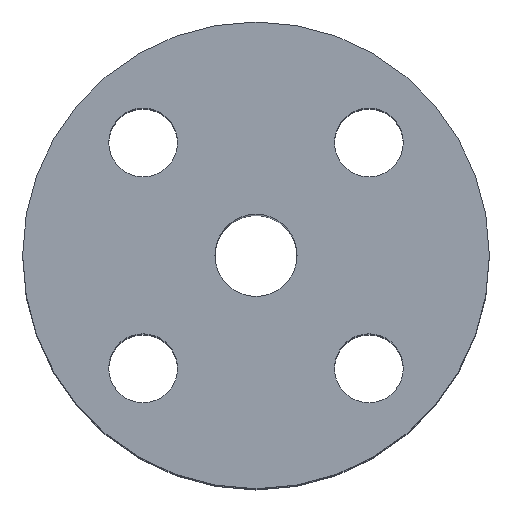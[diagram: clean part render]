
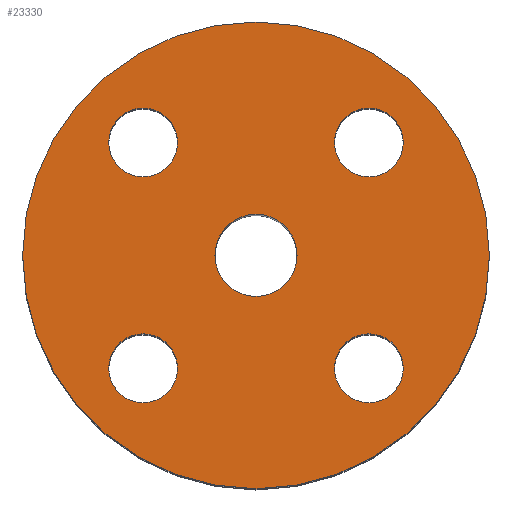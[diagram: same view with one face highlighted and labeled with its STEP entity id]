
A CAD part, top view. The second image highlights one B-rep face of the part: STEP entity #23330.
In plain terms, the highlighted planar face has unit normal (0, 0, 1).
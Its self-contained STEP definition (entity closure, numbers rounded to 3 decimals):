
#228 = FACE_BOUND ( 'NONE', #18171, .T. ) ;
#726 = VERTEX_POINT ( 'NONE', #20988 ) ;
#871 = VERTEX_POINT ( 'NONE', #8166 ) ;
#962 = CIRCLE ( 'NONE', #17237, 7. ) ;
#1054 = ORIENTED_EDGE ( 'NONE', *, *, #6506, .T. ) ;
#1325 = CIRCLE ( 'NONE', #5992, 8.35 ) ;
#1650 = DIRECTION ( 'NONE',  ( -1., 0., 0. ) ) ;
#1883 = EDGE_CURVE ( 'NONE', #7221, #9534, #16464, .T. ) ;
#1968 = ORIENTED_EDGE ( 'NONE', *, *, #1883, .F. ) ;
#1988 = CARTESIAN_POINT ( 'NONE',  ( 0., 8.35, 0. ) ) ;
#1999 = DIRECTION ( 'NONE',  ( 0., 0., 1. ) ) ;
#2843 = EDGE_CURVE ( 'NONE', #726, #28287, #21128, .T. ) ;
#3612 = EDGE_LOOP ( 'NONE', ( #12418, #14741 ) ) ;
#3743 = CIRCLE ( 'NONE', #19548, 7. ) ;
#3792 = DIRECTION ( 'NONE',  ( 1., 0., 0. ) ) ;
#4184 = PLANE ( 'NONE',  #15836 ) ;
#4447 = DIRECTION ( 'NONE',  ( 1., 0., 0. ) ) ;
#4605 = EDGE_CURVE ( 'NONE', #871, #19172, #25431, .T. ) ;
#4964 = AXIS2_PLACEMENT_3D ( 'NONE', #12703, #21181, #1650 ) ;
#5444 = DIRECTION ( 'NONE',  ( 1., 0., 0. ) ) ;
#5561 = CARTESIAN_POINT ( 'NONE',  ( 8.35, 0., 0. ) ) ;
#5582 = DIRECTION ( 'NONE',  ( 0., 0., 1. ) ) ;
#5978 = CARTESIAN_POINT ( 'NONE',  ( 22.981, 22.981, 0. ) ) ;
#5992 = AXIS2_PLACEMENT_3D ( 'NONE', #11838, #25117, #27580 ) ;
#6433 = DIRECTION ( 'NONE',  ( 1., 0., 0. ) ) ;
#6506 = EDGE_CURVE ( 'NONE', #28142, #13149, #10558, .T. ) ;
#6802 = FACE_OUTER_BOUND ( 'NONE', #24667, .T. ) ;
#7221 = VERTEX_POINT ( 'NONE', #25113 ) ;
#7463 = EDGE_CURVE ( 'NONE', #9534, #7221, #14725, .T. ) ;
#7837 = ORIENTED_EDGE ( 'NONE', *, *, #13295, .F. ) ;
#8033 = VERTEX_POINT ( 'NONE', #12230 ) ;
#8166 = CARTESIAN_POINT ( 'NONE',  ( 15.981, -22.981, 0. ) ) ;
#8172 = CARTESIAN_POINT ( 'NONE',  ( -15.981, 22.981, 0. ) ) ;
#8248 = VERTEX_POINT ( 'NONE', #8306 ) ;
#8306 = CARTESIAN_POINT ( 'NONE',  ( 29.981, 22.981, 0. ) ) ;
#8329 = CARTESIAN_POINT ( 'NONE',  ( 0., 0., 0. ) ) ;
#8368 = CIRCLE ( 'NONE', #24648, 7. ) ;
#8864 = ORIENTED_EDGE ( 'NONE', *, *, #2843, .F. ) ;
#9149 = CARTESIAN_POINT ( 'NONE',  ( 29.981, -22.981, 0. ) ) ;
#9222 = DIRECTION ( 'NONE',  ( 0., -1., 0. ) ) ;
#9534 = VERTEX_POINT ( 'NONE', #22402 ) ;
#9539 = ORIENTED_EDGE ( 'NONE', *, *, #25406, .F. ) ;
#9671 = VERTEX_POINT ( 'NONE', #27903 ) ;
#10034 = ORIENTED_EDGE ( 'NONE', *, *, #7463, .F. ) ;
#10558 = CIRCLE ( 'NONE', #11961, 47.5 ) ;
#10732 = DIRECTION ( 'NONE',  ( -1., 0., 0. ) ) ;
#10822 = VERTEX_POINT ( 'NONE', #8172 ) ;
#11292 = CARTESIAN_POINT ( 'NONE',  ( -22.981, 22.981, 0. ) ) ;
#11838 = CARTESIAN_POINT ( 'NONE',  ( 0., 0., 0. ) ) ;
#11961 = AXIS2_PLACEMENT_3D ( 'NONE', #25393, #27712, #5444 ) ;
#12230 = CARTESIAN_POINT ( 'NONE',  ( -29.981, 22.981, 0. ) ) ;
#12418 = ORIENTED_EDGE ( 'NONE', *, *, #26218, .F. ) ;
#12689 = CARTESIAN_POINT ( 'NONE',  ( -22.981, 22.981, 0. ) ) ;
#12703 = CARTESIAN_POINT ( 'NONE',  ( -22.981, -22.981, 0. ) ) ;
#13051 = AXIS2_PLACEMENT_3D ( 'NONE', #12689, #23781, #19398 ) ;
#13149 = VERTEX_POINT ( 'NONE', #28617 ) ;
#13295 = EDGE_CURVE ( 'NONE', #28287, #726, #1325, .T. ) ;
#13328 = DIRECTION ( 'NONE',  ( -1., 0., 0. ) ) ;
#13755 = EDGE_LOOP ( 'NONE', ( #16441, #21768 ) ) ;
#13796 = AXIS2_PLACEMENT_3D ( 'NONE', #27288, #17982, #26868 ) ;
#14725 = CIRCLE ( 'NONE', #4964, 7. ) ;
#14741 = ORIENTED_EDGE ( 'NONE', *, *, #24068, .F. ) ;
#14838 = DIRECTION ( 'NONE',  ( 0., 0., 1. ) ) ;
#15479 = DIRECTION ( 'NONE',  ( 0., 0., 1. ) ) ;
#15722 = DIRECTION ( 'NONE',  ( 0., 0., 1. ) ) ;
#15836 = AXIS2_PLACEMENT_3D ( 'NONE', #1988, #22236, #13328 ) ;
#16441 = ORIENTED_EDGE ( 'NONE', *, *, #27174, .F. ) ;
#16464 = CIRCLE ( 'NONE', #23923, 7. ) ;
#17237 = AXIS2_PLACEMENT_3D ( 'NONE', #5978, #14838, #3792 ) ;
#17385 = EDGE_CURVE ( 'NONE', #13149, #28142, #24595, .T. ) ;
#17418 = FACE_BOUND ( 'NONE', #13755, .T. ) ;
#17571 = CARTESIAN_POINT ( 'NONE',  ( -22.981, -22.981, 0. ) ) ;
#17669 = CIRCLE ( 'NONE', #21414, 7. ) ;
#17982 = DIRECTION ( 'NONE',  ( 0., 0., 1. ) ) ;
#18171 = EDGE_LOOP ( 'NONE', ( #9539, #28731 ) ) ;
#19172 = VERTEX_POINT ( 'NONE', #9149 ) ;
#19398 = DIRECTION ( 'NONE',  ( 0., 1., 0. ) ) ;
#19548 = AXIS2_PLACEMENT_3D ( 'NONE', #11292, #22807, #22388 ) ;
#19606 = EDGE_LOOP ( 'NONE', ( #10034, #1968 ) ) ;
#19678 = EDGE_LOOP ( 'NONE', ( #7837, #8864 ) ) ;
#20866 = AXIS2_PLACEMENT_3D ( 'NONE', #8329, #15722, #6433 ) ;
#20988 = CARTESIAN_POINT ( 'NONE',  ( -8.35, 0., 0. ) ) ;
#21128 = CIRCLE ( 'NONE', #24380, 8.35 ) ;
#21181 = DIRECTION ( 'NONE',  ( 0., 0., 1. ) ) ;
#21311 = CARTESIAN_POINT ( 'NONE',  ( 22.981, 22.981, 0. ) ) ;
#21414 = AXIS2_PLACEMENT_3D ( 'NONE', #21311, #5582, #25680 ) ;
#21632 = CARTESIAN_POINT ( 'NONE',  ( -47.5, 0., 0. ) ) ;
#21768 = ORIENTED_EDGE ( 'NONE', *, *, #25937, .F. ) ;
#22236 = DIRECTION ( 'NONE',  ( 0., 0., -1. ) ) ;
#22388 = DIRECTION ( 'NONE',  ( 0., 1., 0. ) ) ;
#22402 = CARTESIAN_POINT ( 'NONE',  ( -15.981, -22.981, 0. ) ) ;
#22618 = CARTESIAN_POINT ( 'NONE',  ( 22.981, -22.981, 0. ) ) ;
#22807 = DIRECTION ( 'NONE',  ( 0., 0., 1. ) ) ;
#22839 = CIRCLE ( 'NONE', #13051, 7. ) ;
#23330 = ADVANCED_FACE ( 'NONE', ( #228, #26596, #17418, #28488, #24414, #6802 ), #4184, .F. ) ;
#23781 = DIRECTION ( 'NONE',  ( 0., 0., 1. ) ) ;
#23923 = AXIS2_PLACEMENT_3D ( 'NONE', #17571, #1999, #10732 ) ;
#24068 = EDGE_CURVE ( 'NONE', #9671, #8248, #962, .T. ) ;
#24301 = ORIENTED_EDGE ( 'NONE', *, *, #17385, .T. ) ;
#24380 = AXIS2_PLACEMENT_3D ( 'NONE', #26710, #26422, #4447 ) ;
#24414 = FACE_BOUND ( 'NONE', #19678, .T. ) ;
#24595 = CIRCLE ( 'NONE', #20866, 47.5 ) ;
#24648 = AXIS2_PLACEMENT_3D ( 'NONE', #22618, #15479, #9222 ) ;
#24667 = EDGE_LOOP ( 'NONE', ( #24301, #1054 ) ) ;
#25113 = CARTESIAN_POINT ( 'NONE',  ( -29.981, -22.981, 0. ) ) ;
#25117 = DIRECTION ( 'NONE',  ( 0., 0., 1. ) ) ;
#25393 = CARTESIAN_POINT ( 'NONE',  ( 0., 0., 0. ) ) ;
#25406 = EDGE_CURVE ( 'NONE', #19172, #871, #8368, .T. ) ;
#25431 = CIRCLE ( 'NONE', #13796, 7. ) ;
#25680 = DIRECTION ( 'NONE',  ( 1., 0., 0. ) ) ;
#25937 = EDGE_CURVE ( 'NONE', #8033, #10822, #3743, .T. ) ;
#26218 = EDGE_CURVE ( 'NONE', #8248, #9671, #17669, .T. ) ;
#26422 = DIRECTION ( 'NONE',  ( 0., 0., 1. ) ) ;
#26596 = FACE_BOUND ( 'NONE', #19606, .T. ) ;
#26710 = CARTESIAN_POINT ( 'NONE',  ( 0., 0., 0. ) ) ;
#26868 = DIRECTION ( 'NONE',  ( 0., -1., 0. ) ) ;
#27174 = EDGE_CURVE ( 'NONE', #10822, #8033, #22839, .T. ) ;
#27288 = CARTESIAN_POINT ( 'NONE',  ( 22.981, -22.981, 0. ) ) ;
#27580 = DIRECTION ( 'NONE',  ( 1., 0., 0. ) ) ;
#27712 = DIRECTION ( 'NONE',  ( 0., 0., 1. ) ) ;
#27903 = CARTESIAN_POINT ( 'NONE',  ( 15.981, 22.981, 0. ) ) ;
#28142 = VERTEX_POINT ( 'NONE', #21632 ) ;
#28287 = VERTEX_POINT ( 'NONE', #5561 ) ;
#28488 = FACE_BOUND ( 'NONE', #3612, .T. ) ;
#28617 = CARTESIAN_POINT ( 'NONE',  ( 47.5, 0., 0. ) ) ;
#28731 = ORIENTED_EDGE ( 'NONE', *, *, #4605, .F. ) ;
